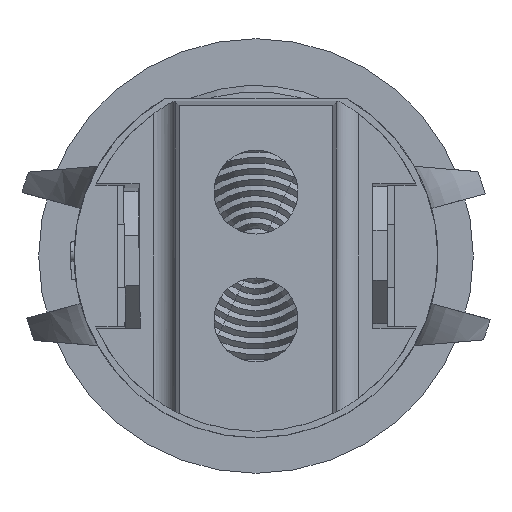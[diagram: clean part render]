
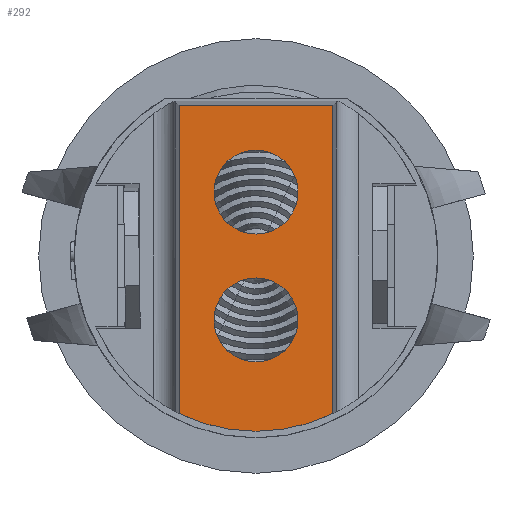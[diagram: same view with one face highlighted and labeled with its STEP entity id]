
A CAD part, front view. The second image highlights one B-rep face of the part: STEP entity #292.
In plain terms, the highlighted planar face has unit normal (0, -1, 0).
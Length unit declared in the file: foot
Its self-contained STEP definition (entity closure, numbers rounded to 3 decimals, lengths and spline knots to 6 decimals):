
#165 = CARTESIAN_POINT ( 'NONE',  ( 0.01798, -0.028083, 0.00876 ) ) ;
#215 = VECTOR ( 'NONE', #20010, 3.28084 ) ;
#292 = ADVANCED_FACE ( 'NONE', ( #9567, #3107, #12652 ), #16010, .F. ) ;
#327 = EDGE_CURVE ( 'NONE', #14938, #859, #15220, .T. ) ;
#487 = DIRECTION ( 'NONE',  ( -1., 0., 0. ) ) ;
#859 = VERTEX_POINT ( 'NONE', #165 ) ;
#898 = CARTESIAN_POINT ( 'NONE',  ( -0.017176, -0.028083, 0.00925 ) ) ;
#1897 = DIRECTION ( 'NONE',  ( 0., 0., 1. ) ) ;
#2145 = ORIENTED_EDGE ( 'NONE', *, *, #327, .T. ) ;
#2636 = EDGE_LOOP ( 'NONE', ( #12811, #18077 ) ) ;
#2929 = DIRECTION ( 'NONE',  ( 0., -1., 0. ) ) ;
#2983 = CARTESIAN_POINT ( 'NONE',  ( 0., -0.028083, 0. ) ) ;
#2999 = LINE ( 'NONE', #15231, #6595 ) ;
#3107 = FACE_BOUND ( 'NONE', #3684, .T. ) ;
#3684 = EDGE_LOOP ( 'NONE', ( #4993, #6000 ) ) ;
#4034 = CARTESIAN_POINT ( 'NONE',  ( 0.007292, -0.028083, 0. ) ) ;
#4114 = DIRECTION ( 'NONE',  ( 0., 0., -1. ) ) ;
#4291 = EDGE_CURVE ( 'NONE', #14938, #17482, #2999, .T. ) ;
#4993 = ORIENTED_EDGE ( 'NONE', *, *, #9847, .T. ) ;
#5080 = AXIS2_PLACEMENT_3D ( 'NONE', #12712, #11144, #6145 ) ;
#6000 = ORIENTED_EDGE ( 'NONE', *, *, #14166, .T. ) ;
#6145 = DIRECTION ( 'NONE',  ( 0., 0., 1. ) ) ;
#6344 = DIRECTION ( 'NONE',  ( 0., -1., 0. ) ) ;
#6410 = CIRCLE ( 'NONE', #8148, 0.004792 ) ;
#6595 = VECTOR ( 'NONE', #487, 3.28084 ) ;
#7080 = EDGE_CURVE ( 'NONE', #10967, #17482, #11394, .T. ) ;
#7953 = CARTESIAN_POINT ( 'NONE',  ( 0.01798, -0.028083, -0.00876 ) ) ;
#7999 = EDGE_CURVE ( 'NONE', #16153, #10436, #13944, .T. ) ;
#8037 = VECTOR ( 'NONE', #4114, 3.28084 ) ;
#8148 = AXIS2_PLACEMENT_3D ( 'NONE', #16116, #2929, #21037 ) ;
#8807 = CIRCLE ( 'NONE', #11462, 0.004792 ) ;
#9026 = EDGE_CURVE ( 'NONE', #10436, #16153, #6410, .T. ) ;
#9204 = CARTESIAN_POINT ( 'NONE',  ( -0.007292, -0.028083, 0.004792 ) ) ;
#9502 = EDGE_LOOP ( 'NONE', ( #2145, #10928, #14175, #19705 ) ) ;
#9536 = VERTEX_POINT ( 'NONE', #17999 ) ;
#9567 = FACE_BOUND ( 'NONE', #2636, .T. ) ;
#9847 = EDGE_CURVE ( 'NONE', #21047, #9536, #10009, .T. ) ;
#10009 = CIRCLE ( 'NONE', #13836, 0.004792 ) ;
#10436 = VERTEX_POINT ( 'NONE', #18595 ) ;
#10928 = ORIENTED_EDGE ( 'NONE', *, *, #16202, .T. ) ;
#10967 = VERTEX_POINT ( 'NONE', #13684 ) ;
#11144 = DIRECTION ( 'NONE',  ( 0., 1., 0. ) ) ;
#11394 = LINE ( 'NONE', #898, #8037 ) ;
#11462 = AXIS2_PLACEMENT_3D ( 'NONE', #11751, #13682, #1897 ) ;
#11712 = AXIS2_PLACEMENT_3D ( 'NONE', #2983, #6344, #19505 ) ;
#11751 = CARTESIAN_POINT ( 'NONE',  ( -0.007292, -0.028083, 0. ) ) ;
#12248 = DIRECTION ( 'NONE',  ( 0., 0., 1. ) ) ;
#12532 = CARTESIAN_POINT ( 'NONE',  ( -0.007292, -0.028083, 0. ) ) ;
#12652 = FACE_OUTER_BOUND ( 'NONE', #9502, .T. ) ;
#12712 = CARTESIAN_POINT ( 'NONE',  ( 0.017667, -0.028083, 0.00925 ) ) ;
#12811 = ORIENTED_EDGE ( 'NONE', *, *, #9026, .F. ) ;
#12871 = CARTESIAN_POINT ( 'NONE',  ( -0.017176, -0.028083, -0.00876 ) ) ;
#13576 = CARTESIAN_POINT ( 'NONE',  ( 0.017667, -0.028083, 0.00876 ) ) ;
#13682 = DIRECTION ( 'NONE',  ( 0., 1., 0. ) ) ;
#13684 = CARTESIAN_POINT ( 'NONE',  ( -0.017176, -0.028083, 0.00876 ) ) ;
#13836 = AXIS2_PLACEMENT_3D ( 'NONE', #12532, #18767, #20474 ) ;
#13944 = CIRCLE ( 'NONE', #19927, 0.004792 ) ;
#14166 = EDGE_CURVE ( 'NONE', #9536, #21047, #8807, .T. ) ;
#14175 = ORIENTED_EDGE ( 'NONE', *, *, #7080, .T. ) ;
#14388 = LINE ( 'NONE', #13576, #215 ) ;
#14938 = VERTEX_POINT ( 'NONE', #7953 ) ;
#15220 = CIRCLE ( 'NONE', #11712, 0.02 ) ;
#15231 = CARTESIAN_POINT ( 'NONE',  ( 0.017667, -0.028083, -0.00876 ) ) ;
#15369 = CARTESIAN_POINT ( 'NONE',  ( 0.007292, -0.028083, -0.004792 ) ) ;
#16010 = PLANE ( 'NONE',  #5080 ) ;
#16116 = CARTESIAN_POINT ( 'NONE',  ( 0.007292, -0.028083, 0. ) ) ;
#16153 = VERTEX_POINT ( 'NONE', #15369 ) ;
#16202 = EDGE_CURVE ( 'NONE', #859, #10967, #14388, .T. ) ;
#16908 = DIRECTION ( 'NONE',  ( 0., -1., 0. ) ) ;
#17482 = VERTEX_POINT ( 'NONE', #12871 ) ;
#17999 = CARTESIAN_POINT ( 'NONE',  ( -0.007292, -0.028083, -0.004792 ) ) ;
#18077 = ORIENTED_EDGE ( 'NONE', *, *, #7999, .F. ) ;
#18595 = CARTESIAN_POINT ( 'NONE',  ( 0.007292, -0.028083, 0.004792 ) ) ;
#18767 = DIRECTION ( 'NONE',  ( 0., 1., 0. ) ) ;
#19505 = DIRECTION ( 'NONE',  ( 0., 0., 1. ) ) ;
#19705 = ORIENTED_EDGE ( 'NONE', *, *, #4291, .F. ) ;
#19927 = AXIS2_PLACEMENT_3D ( 'NONE', #4034, #16908, #12248 ) ;
#20010 = DIRECTION ( 'NONE',  ( -1., 0., 0. ) ) ;
#20474 = DIRECTION ( 'NONE',  ( 0., 0., 1. ) ) ;
#21037 = DIRECTION ( 'NONE',  ( 0., 0., 1. ) ) ;
#21047 = VERTEX_POINT ( 'NONE', #9204 ) ;
